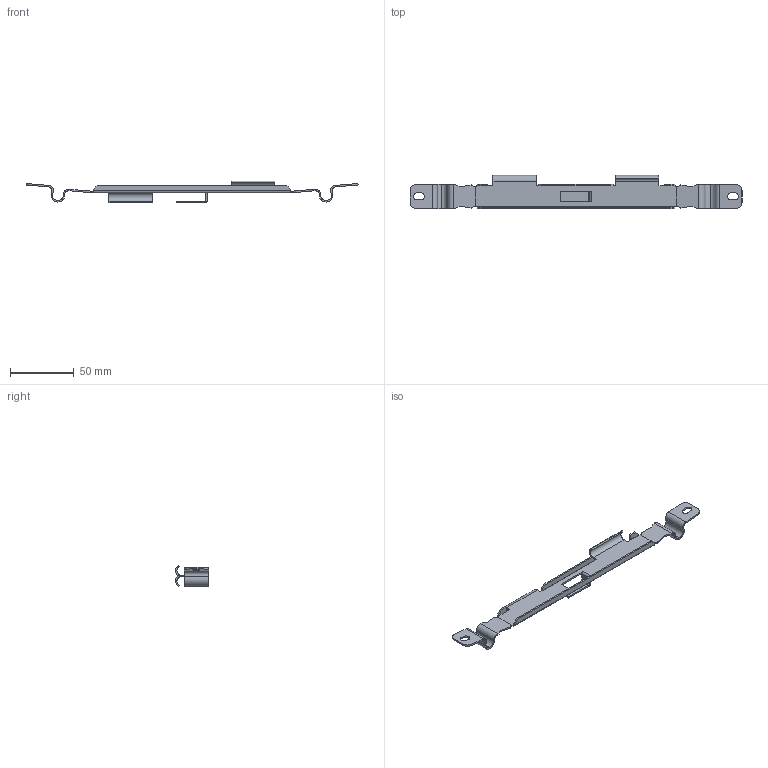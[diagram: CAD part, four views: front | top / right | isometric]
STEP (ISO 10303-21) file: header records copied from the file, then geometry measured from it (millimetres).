
FILE_DESCRIPTION (( 'STEP AP203' ), '1' );
FILE_NAME ('00406524.STEP', '2021-07-08T02:44:39', ( '' ), ( '' ), 'SwSTEP 2.0', 'SolidWorks 2020', '' );
FILE_SCHEMA (( 'CONFIG_CONTROL_DESIGN' ));
Length unit declared in the file: millimetre
Products named in the file (1): 00406524
Bounding box: 260 x 26 x 17 mm (x, y, z)
Volume: 8586.2 mm3; surface area: 15358 mm2
Topology: 1 solids, 1 shells, 168 faces, 444 edges, 278 vertices
Faces by surface type: plane 106, cylinder 62
Entity records: 5219 total; most frequent: CARTESIAN_POINT 987, ORIENTED_EDGE 888, DIRECTION 856, EDGE_CURVE 444, VECTOR 306, LINE 306, VERTEX_POINT 278, AXIS2_PLACEMENT_3D 275
